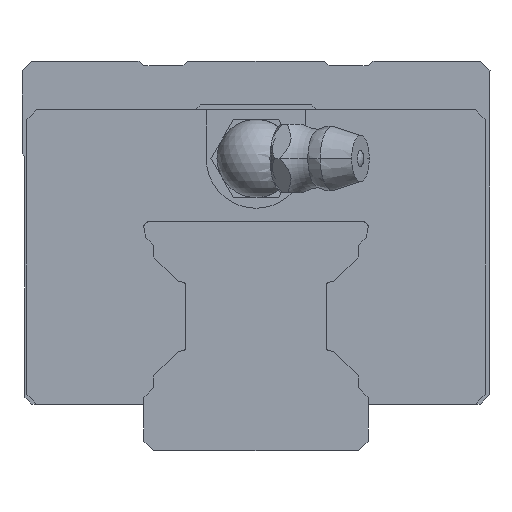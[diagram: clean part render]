
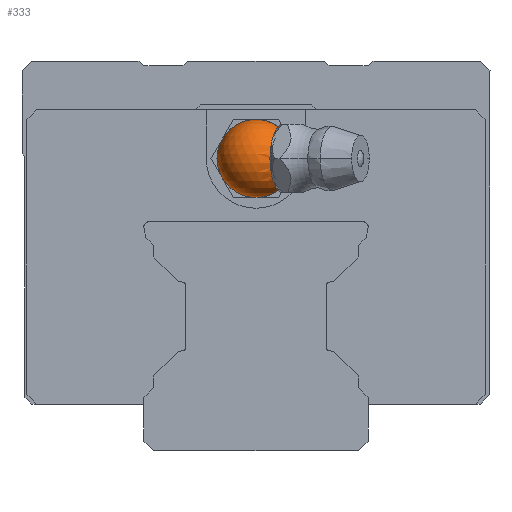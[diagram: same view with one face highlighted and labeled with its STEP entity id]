
A CAD part, front view. The second image highlights one B-rep face of the part: STEP entity #333.
In plain terms, the highlighted spherical face has radius 4 mm.
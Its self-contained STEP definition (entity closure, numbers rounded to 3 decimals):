
#333=ADVANCED_FACE('',(#762),#763,.T.);
#762=FACE_OUTER_BOUND('',#1333,.T.);
#763=SPHERICAL_SURFACE('',#1334,4.0);
#1333=EDGE_LOOP('',(#2903,#2904,#2905,#2906));
#1334=AXIS2_PLACEMENT_3D('',#2907,#2908,#2909);
#2903=ORIENTED_EDGE('',*,*,#4422,.F.);
#2904=ORIENTED_EDGE('',*,*,#4416,.F.);
#2905=ORIENTED_EDGE('',*,*,#4386,.F.);
#2906=ORIENTED_EDGE('',*,*,#4418,.F.);
#2907=CARTESIAN_POINT('',(0.,-22.1,30.0));
#2908=DIRECTION('',(0.0,0.0,1.0));
#2909=DIRECTION('',(1.0,0.0,0.0));
#4386=EDGE_CURVE('',#6371,#6363,#6373,.T.);
#4416=EDGE_CURVE('',#6363,#6425,#6426,.T.);
#4418=EDGE_CURVE('',#6427,#6371,#6429,.T.);
#4422=EDGE_CURVE('',#6425,#6427,#6434,.T.);
#6363=VERTEX_POINT('',#9394);
#6371=VERTEX_POINT('',#9403);
#6373=CIRCLE('',#9406,4.0);
#6425=VERTEX_POINT('',#9528);
#6426=CIRCLE('',#9529,4.0);
#6427=VERTEX_POINT('',#9530);
#6429=CIRCLE('',#9532,4.0);
#6434=CIRCLE('',#9537,2.77);
#9394=CARTESIAN_POINT('',(0.,-22.1,34.0));
#9403=CARTESIAN_POINT('',(0.,-22.1,26.0));
#9406=AXIS2_PLACEMENT_3D('',#11899,#11900,#11901);
#9528=CARTESIAN_POINT('',(3.123,-22.1,32.499));
#9529=AXIS2_PLACEMENT_3D('',#11930,#11931,#11932);
#9530=CARTESIAN_POINT('',(3.123,-22.1,27.501));
#9532=AXIS2_PLACEMENT_3D('',#11936,#11937,#11938);
#9537=AXIS2_PLACEMENT_3D('',#11948,#11949,#11950);
#11899=CARTESIAN_POINT('',(0.,-22.1,30.0));
#11900=DIRECTION('',(0.0,1.0,0.0));
#11901=DIRECTION('',(0.0,0.0,1.0));
#11930=CARTESIAN_POINT('',(0.,-22.1,30.0));
#11931=DIRECTION('',(0.0,1.0,0.0));
#11932=DIRECTION('',(0.0,0.0,1.0));
#11936=CARTESIAN_POINT('',(0.,-22.1,30.0));
#11937=DIRECTION('',(0.0,1.0,0.0));
#11938=DIRECTION('',(0.0,0.0,1.0));
#11948=CARTESIAN_POINT('',(2.666,-23.204,30.0));
#11949=DIRECTION('',(0.924,-0.383,0.));
#11950=DIRECTION('',(0.383,0.924,0.));
